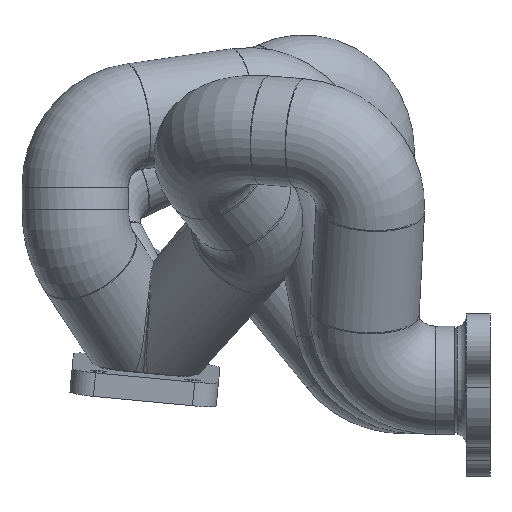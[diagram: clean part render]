
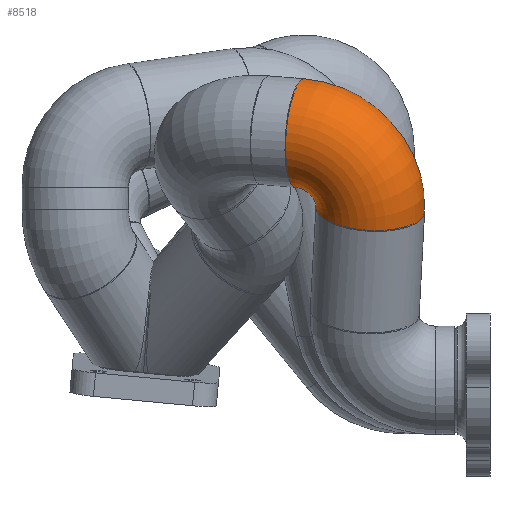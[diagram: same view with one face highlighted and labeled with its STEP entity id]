
A CAD part, left-side view. The second image highlights one B-rep face of the part: STEP entity #8518.
In plain terms, the highlighted toroidal (fillet/blend) face has major radius 30 mm and minor radius 23 mm.
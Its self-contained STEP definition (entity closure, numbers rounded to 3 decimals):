
#8489 = VERTEX_POINT('',#8490);
#8490 = CARTESIAN_POINT('',(-197.798,51.873,
    69.169));
#8496 = EDGE_CURVE('',#8489,#8497,#8499,.T.);
#8497 = VERTEX_POINT('',#8498);
#8498 = CARTESIAN_POINT('',(-171.323,72.643,
    81.736));
#8499 = CIRCLE('',#8500,23.);
#8500 = AXIS2_PLACEMENT_3D('',#8501,#8502,#8503);
#8501 = CARTESIAN_POINT('',(-176.699,50.556,
    78.231));
#8502 = DIRECTION('',(0.397,0.049,-0.917)
  );
#8503 = DIRECTION('',(0.917,-0.057,0.394)
  );
#8505 = EDGE_CURVE('',#8497,#8489,#8506,.T.);
#8506 = CIRCLE('',#8507,23.);
#8507 = AXIS2_PLACEMENT_3D('',#8508,#8509,#8510);
#8508 = CARTESIAN_POINT('',(-176.699,50.556,
    78.231));
#8509 = DIRECTION('',(0.397,0.049,-0.917)
  );
#8510 = DIRECTION('',(0.917,-0.057,0.394)
  );
#8518 = ADVANCED_FACE('',(#8519),#8549,.T.);
#8519 = FACE_BOUND('',#8520,.T.);
#8520 = EDGE_LOOP('',(#8521,#8522,#8523,#8532,#8541,#8548));
#8521 = ORIENTED_EDGE('',*,*,#8496,.F.);
#8522 = ORIENTED_EDGE('',*,*,#8505,.F.);
#8523 = ORIENTED_EDGE('',*,*,#8524,.T.);
#8524 = EDGE_CURVE('',#8497,#8525,#8527,.T.);
#8525 = VERTEX_POINT('',#8526);
#8526 = CARTESIAN_POINT('',(-172.326,79.555,
    89.283));
#8527 = CIRCLE('',#8528,7.);
#8528 = AXIS2_PLACEMENT_3D('',#8529,#8530,#8531);
#8529 = CARTESIAN_POINT('',(-169.687,79.365,
    82.802));
#8530 = DIRECTION('',(-0.888,0.275,-0.37));
#8531 = DIRECTION('',(-0.45,-0.688,0.57));
#8532 = ORIENTED_EDGE('',*,*,#8533,.T.);
#8533 = EDGE_CURVE('',#8525,#8534,#8536,.T.);
#8534 = VERTEX_POINT('',#8535);
#8535 = CARTESIAN_POINT('',(-202.819,86.481,
    106.958));
#8536 = CIRCLE('',#8537,23.);
#8537 = AXIS2_PLACEMENT_3D('',#8538,#8539,#8540);
#8538 = CARTESIAN_POINT('',(-180.997,80.18,
    110.577));
#8539 = DIRECTION('',(-0.264,-0.961,-0.079)
  );
#8540 = DIRECTION('',(0.949,-0.274,0.157));
#8541 = ORIENTED_EDGE('',*,*,#8542,.T.);
#8542 = EDGE_CURVE('',#8534,#8525,#8543,.T.);
#8543 = CIRCLE('',#8544,23.);
#8544 = AXIS2_PLACEMENT_3D('',#8545,#8546,#8547);
#8545 = CARTESIAN_POINT('',(-180.997,80.18,
    110.577));
#8546 = DIRECTION('',(-0.264,-0.961,-0.079)
  );
#8547 = DIRECTION('',(0.949,-0.274,0.157));
#8548 = ORIENTED_EDGE('',*,*,#8524,.F.);
#8549 = TOROIDAL_SURFACE('',#8550,30.,23.);
#8550 = AXIS2_PLACEMENT_3D('',#8551,#8552,#8553);
#8551 = CARTESIAN_POINT('',(-169.687,79.365,
    82.802));
#8552 = DIRECTION('',(0.888,-0.275,0.37));
#8553 = DIRECTION('',(-0.45,-0.688,0.57));
